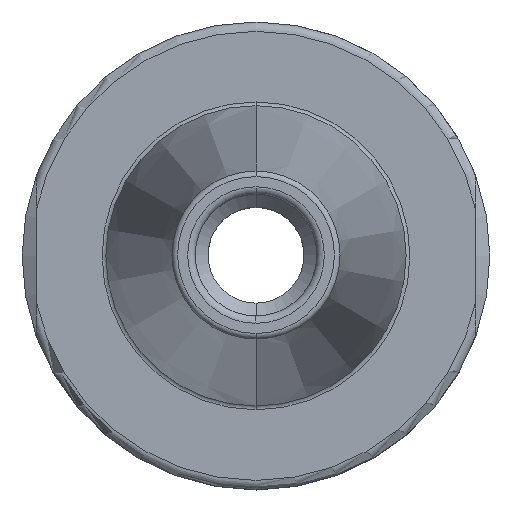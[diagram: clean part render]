
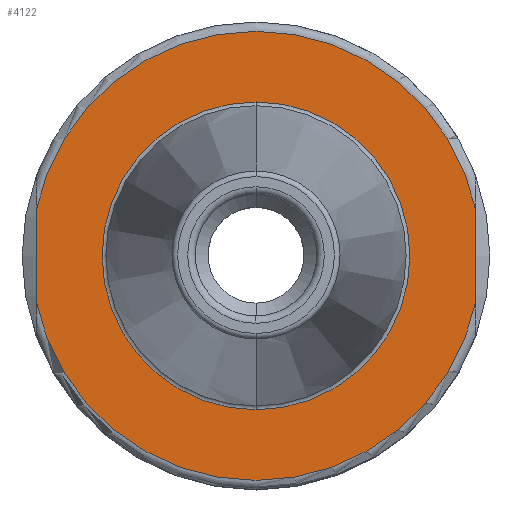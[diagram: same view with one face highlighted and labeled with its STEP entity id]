
A CAD part, top view. The second image highlights one B-rep face of the part: STEP entity #4122.
In plain terms, the highlighted planar face has unit normal (0, 0, 1).
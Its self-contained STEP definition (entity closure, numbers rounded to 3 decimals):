
#156=CARTESIAN_POINT('',(0,0,15.9));
#157=DIRECTION('',(0,0,1));
#158=DIRECTION('',(-0.979,-0.203,0));
#159=AXIS2_PLACEMENT_3D('',#156,#157,#158);
#181=CARTESIAN_POINT('',(0,0,15.9));
#182=DIRECTION('',(0,0,1));
#183=DIRECTION('',(0.979,0.203,0));
#184=AXIS2_PLACEMENT_3D('',#181,#182,#183);
#231=DIRECTION('',(0,1,0));
#232=VECTOR('',#231,9.747);
#233=CARTESIAN_POINT('',(-23.5,-4.873,15.9));
#234=LINE('',#233,#232);
#235=DIRECTION('',(0,-1,0));
#236=VECTOR('',#235,9.747);
#237=CARTESIAN_POINT('',(23.5,4.873,15.9));
#238=LINE('',#237,#236);
#249=CARTESIAN_POINT('',(0,0,15.9));
#250=DIRECTION('',(0,0,1));
#251=DIRECTION('',(0,1,0));
#252=AXIS2_PLACEMENT_3D('',#249,#250,#251);
#254=CARTESIAN_POINT('',(0,0,15.9));
#255=DIRECTION('',(0,0,-1));
#256=DIRECTION('',(0,1,0));
#257=AXIS2_PLACEMENT_3D('',#254,#255,#256);
#3349=CARTESIAN_POINT('',(0,16.45,15.9));
#3351=VERTEX_POINT('',#3349);
#3371=CARTESIAN_POINT('',(0,-16.45,15.9));
#3373=VERTEX_POINT('',#3371);
#3441=CARTESIAN_POINT('',(-23.5,-4.873,15.9));
#3442=CARTESIAN_POINT('',(-23.5,4.873,15.9));
#3443=VERTEX_POINT('',#3441);
#3444=VERTEX_POINT('',#3442);
#3445=CARTESIAN_POINT('',(23.5,4.873,15.9));
#3446=CARTESIAN_POINT('',(23.5,-4.873,15.9));
#3447=VERTEX_POINT('',#3445);
#3448=VERTEX_POINT('',#3446);
#4104=CARTESIAN_POINT('',(0,0,15.9));
#4105=DIRECTION('',(0,0,-1));
#4106=DIRECTION('',(0,-1,0));
#4107=AXIS2_PLACEMENT_3D('',#4104,#4105,#4106);
#4108=PLANE('',#4107);
#4109=ORIENTED_EDGE('',*,*,#4093,.T.);
#4110=ORIENTED_EDGE('',*,*,#4078,.F.);
#4112=ORIENTED_EDGE('',*,*,#4111,.T.);
#4113=ORIENTED_EDGE('',*,*,#4066,.F.);
#4114=EDGE_LOOP('',(#4109,#4110,#4112,#4113));
#4115=FACE_OUTER_BOUND('',#4114,.F.);
#4117=ORIENTED_EDGE('',*,*,#4116,.T.);
#4119=ORIENTED_EDGE('',*,*,#4118,.F.);
#4120=EDGE_LOOP('',(#4117,#4119));
#4121=FACE_BOUND('',#4120,.F.);
#4122=ADVANCED_FACE('',(#4115,#4121),#4108,.F.);
#160=CIRCLE('',#159,24);
#185=CIRCLE('',#184,24);
#253=CIRCLE('',#252,16.45);
#258=CIRCLE('',#257,16.45);
#4066=EDGE_CURVE('',#3443,#3448,#160,.T.);
#4078=EDGE_CURVE('',#3447,#3444,#185,.T.);
#4093=EDGE_CURVE('',#3443,#3444,#234,.T.);
#4111=EDGE_CURVE('',#3447,#3448,#238,.T.);
#4116=EDGE_CURVE('',#3351,#3373,#253,.T.);
#4118=EDGE_CURVE('',#3351,#3373,#258,.T.);
